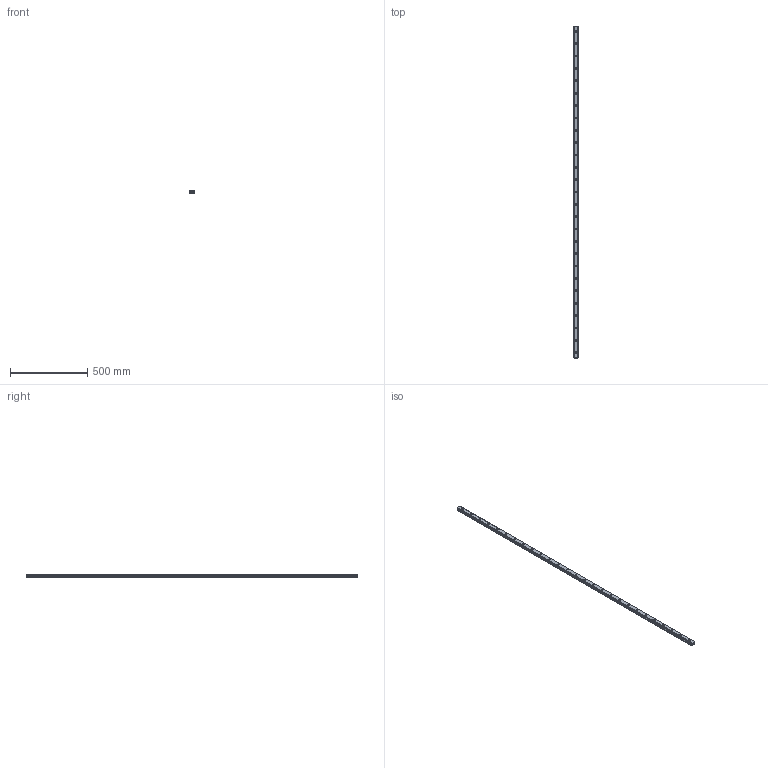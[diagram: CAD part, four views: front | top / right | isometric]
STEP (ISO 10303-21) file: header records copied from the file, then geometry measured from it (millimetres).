
FILE_DESCRIPTION(('STEP AP214'),'1');
FILE_NAME('cctmp_43C81C03-34BE-46C3-91D1-B9B64FC508E3_2021_02_12_10_27_45_0342..stp','2021-02-12T09:27:45',('HIWIN GmbH'),('CADClick - www.CADClick.com'),'Spatial InterOp 3D',' ','unknown authorization');
FILE_SCHEMA(('AUTOMOTIVE_DESIGN'));
Length unit declared in the file: millimetre
Products named in the file (1): EGR30R2150C_FILE
Bounding box: 28 x 2150 x 23 mm (x, y, z)
Volume: 1201848 mm3; surface area: 241791 mm2
Topology: 1 solids, 1 shells, 346 faces, 777 edges, 518 vertices
Faces by surface type: cylinder 180, plane 166
Entity records: 12573 total; most frequent: DIRECTION 1831, CARTESIAN_POINT 1642, ORIENTED_EDGE 1554, EDGE_CURVE 777, AXIS2_PLACEMENT_3D 707, VERTEX_POINT 518, EDGE_LOOP 431, LINE 417
